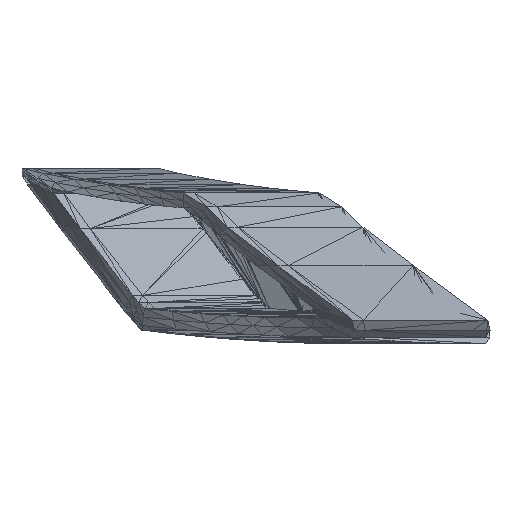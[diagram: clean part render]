
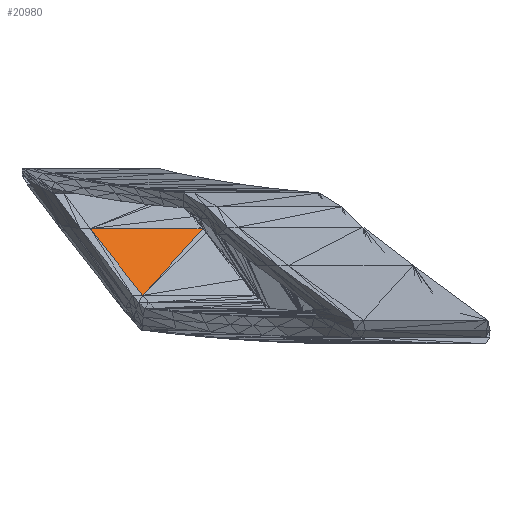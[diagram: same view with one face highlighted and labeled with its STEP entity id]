
A CAD part, top view. The second image highlights one B-rep face of the part: STEP entity #20980.
In plain terms, the highlighted planar face has unit normal (0, 0.619, 0.785).
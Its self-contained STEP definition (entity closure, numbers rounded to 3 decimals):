
#1680 = VECTOR ( 'NONE', #19920, 1000. ) ;
#1861 = DIRECTION ( 'NONE',  ( 0., -0.619, -0.785 ) ) ;
#2027 = LINE ( 'NONE', #21318, #7279 ) ;
#2120 = CARTESIAN_POINT ( 'NONE',  ( 104.466, 114.567, 1212.553 ) ) ;
#2614 = CARTESIAN_POINT ( 'NONE',  ( 81.052, 88.655, 1232.987 ) ) ;
#2682 = CARTESIAN_POINT ( 'NONE',  ( 104.466, 114.567, 1212.553 ) ) ;
#3065 = ORIENTED_EDGE ( 'NONE', *, *, #19955, .T. ) ;
#3832 = EDGE_LOOP ( 'NONE', ( #19322, #3065, #6629 ) ) ;
#6629 = ORIENTED_EDGE ( 'NONE', *, *, #18909, .F. ) ;
#7279 = VECTOR ( 'NONE', #12470, 1000. ) ;
#8513 = VERTEX_POINT ( 'NONE', #10446 ) ;
#10446 = CARTESIAN_POINT ( 'NONE',  ( 81.052, 88.655, 1232.987 ) ) ;
#10944 = DIRECTION ( 'NONE',  ( 0., 0.785, -0.619 ) ) ;
#11015 = PLANE ( 'NONE',  #18568 ) ;
#11321 = VERTEX_POINT ( 'NONE', #18333 ) ;
#12470 = DIRECTION ( 'NONE',  ( -0.525, 0.669, -0.527 ) ) ;
#12496 = FACE_OUTER_BOUND ( 'NONE', #3832, .T. ) ;
#13074 = EDGE_CURVE ( 'NONE', #8513, #19504, #13722, .T. ) ;
#13722 = LINE ( 'NONE', #2614, #18186 ) ;
#18186 = VECTOR ( 'NONE', #20490, 1000. ) ;
#18333 = CARTESIAN_POINT ( 'NONE',  ( 60.718, 114.567, 1212.553 ) ) ;
#18568 = AXIS2_PLACEMENT_3D ( 'NONE', #19571, #1861, #10944 ) ;
#18909 = EDGE_CURVE ( 'NONE', #8513, #11321, #2027, .T. ) ;
#19121 = LINE ( 'NONE', #2120, #1680 ) ;
#19322 = ORIENTED_EDGE ( 'NONE', *, *, #13074, .T. ) ;
#19504 = VERTEX_POINT ( 'NONE', #2682 ) ;
#19571 = CARTESIAN_POINT ( 'NONE',  ( 0., 633.494, 803.342 ) ) ;
#19920 = DIRECTION ( 'NONE',  ( -1., 0., 0. ) ) ;
#19955 = EDGE_CURVE ( 'NONE', #19504, #11321, #19121, .T. ) ;
#20490 = DIRECTION ( 'NONE',  ( 0.579, 0.64, -0.505 ) ) ;
#20980 = ADVANCED_FACE ( 'NONE', ( #12496 ), #11015, .F. ) ;
#21318 = CARTESIAN_POINT ( 'NONE',  ( 81.052, 88.655, 1232.987 ) ) ;
